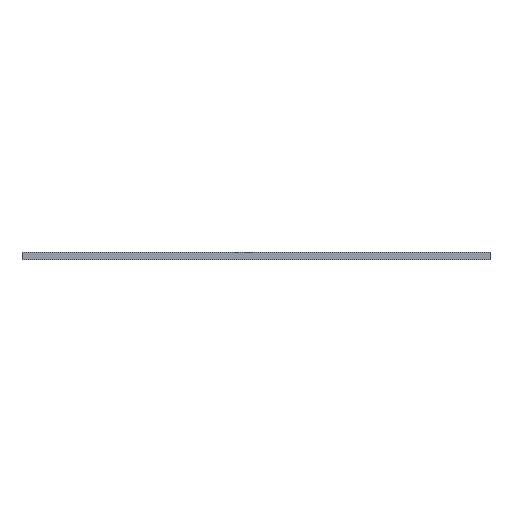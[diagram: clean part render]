
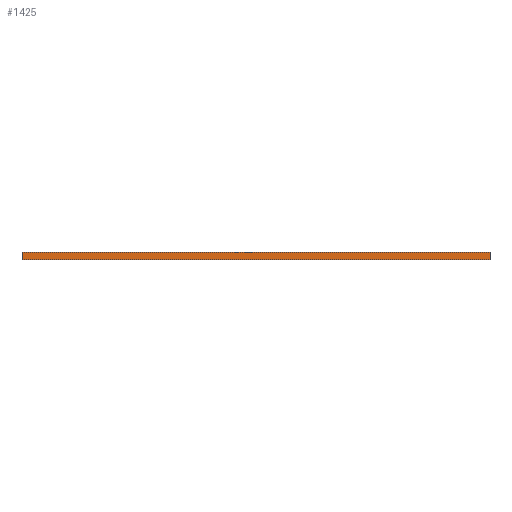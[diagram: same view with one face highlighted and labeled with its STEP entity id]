
A CAD part, front view. The second image highlights one B-rep face of the part: STEP entity #1425.
In plain terms, the highlighted planar face has unit normal (0, -1, 0).
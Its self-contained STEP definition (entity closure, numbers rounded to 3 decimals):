
#319=FACE_OUTER_BOUND('',#385,.T.);
#385=EDGE_LOOP('',(#1035,#1036,#1037,#1038));
#571=LINE('',#2148,#643);
#572=LINE('',#2150,#644);
#573=LINE('',#2152,#645);
#574=LINE('',#2153,#646);
#643=VECTOR('',#1699,1.);
#644=VECTOR('',#1700,1.);
#645=VECTOR('',#1701,1.);
#646=VECTOR('',#1702,1.);
#715=VERTEX_POINT('',#2146);
#716=VERTEX_POINT('',#2147);
#717=VERTEX_POINT('',#2149);
#718=VERTEX_POINT('',#2151);
#843=EDGE_CURVE('',#715,#716,#571,.T.);
#844=EDGE_CURVE('',#716,#717,#572,.T.);
#845=EDGE_CURVE('',#718,#717,#573,.T.);
#846=EDGE_CURVE('',#715,#718,#574,.T.);
#1035=ORIENTED_EDGE('',*,*,#843,.T.);
#1036=ORIENTED_EDGE('',*,*,#844,.T.);
#1037=ORIENTED_EDGE('',*,*,#845,.F.);
#1038=ORIENTED_EDGE('',*,*,#846,.F.);
#1419=PLANE('',#1506);
#1425=ADVANCED_FACE('',(#319),#1419,.T.);
#1506=AXIS2_PLACEMENT_3D('',#2145,#1697,#1698);
#1697=DIRECTION('center_axis',(0.,-1.,0.));
#1698=DIRECTION('ref_axis',(-1.,0.,0.));
#1699=DIRECTION('',(0.,0.,1.));
#1700=DIRECTION('',(-1.,0.,0.));
#1701=DIRECTION('',(0.,0.,1.));
#1702=DIRECTION('',(-1.,0.,0.));
#2145=CARTESIAN_POINT('Origin',(196.16,-155.029,0.));
#2146=CARTESIAN_POINT('',(196.16,-155.029,0.));
#2147=CARTESIAN_POINT('',(196.16,-155.029,1.51));
#2148=CARTESIAN_POINT('',(196.16,-155.029,0.));
#2149=CARTESIAN_POINT('',(100.91,-155.029,1.51));
#2150=CARTESIAN_POINT('',(196.16,-155.029,1.51));
#2151=CARTESIAN_POINT('',(100.91,-155.029,0.));
#2152=CARTESIAN_POINT('',(100.91,-155.029,0.));
#2153=CARTESIAN_POINT('',(196.16,-155.029,0.));
